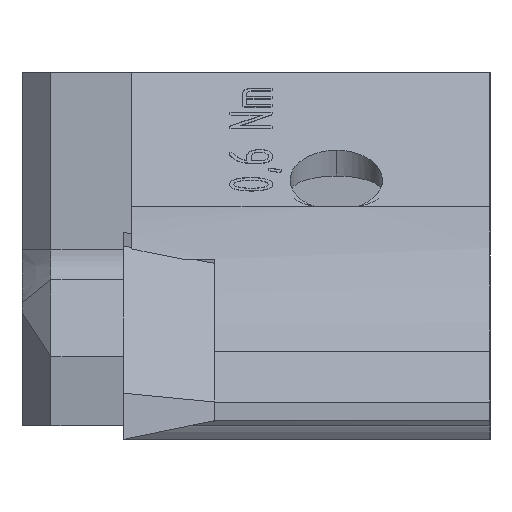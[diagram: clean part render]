
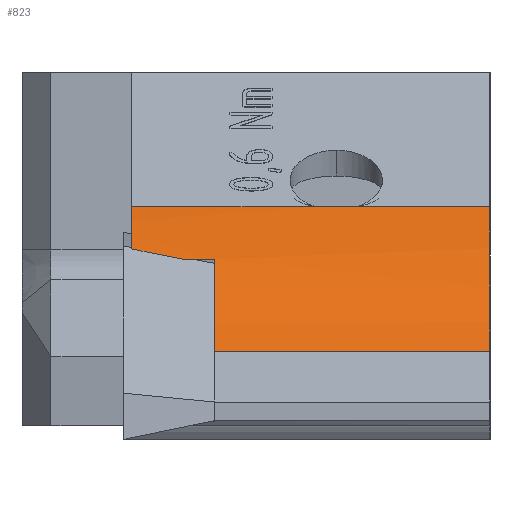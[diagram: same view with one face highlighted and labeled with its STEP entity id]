
A CAD part, left-side view. The second image highlights one B-rep face of the part: STEP entity #823.
In plain terms, the highlighted cylindrical face has radius 8.807 mm (diameter 17.614 mm), a partial arc.
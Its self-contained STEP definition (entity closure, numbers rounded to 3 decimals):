
#93 = VERTEX_POINT ( 'NONE', #3115 ) ;
#97 = EDGE_CURVE ( 'Defeature ausgef�hrt2_22+Defeature ausgef�hrt2_14+Defeature ausgef�hrt2_4+Defeature ausgef�hrt2_21', #93, #5366, #2866, .T. ) ;
#142 = DIRECTION ( 'NONE',  ( 0., -1., 0. ) ) ;
#176 = DIRECTION ( 'NONE',  ( 0., -1., 0. ) ) ;
#291 = CARTESIAN_POINT ( 'NONE',  ( -3.174, -12.7, 9.983 ) ) ;
#389 = CARTESIAN_POINT ( 'NONE',  ( 4.795, -2.099, 6.234 ) ) ;
#484 = CARTESIAN_POINT ( 'NONE',  ( 4.795, 129.624, 6.234 ) ) ;
#505 = DIRECTION ( 'NONE',  ( 0., -1., 0. ) ) ;
#533 = ORIENTED_EDGE ( 'NONE', *, *, #3663, .T. ) ;
#622 = EDGE_CURVE ( 'Defeature ausgef�hrt2_14+Defeature ausgef�hrt2_27+Defeature ausgef�hrt2_22+Defeature ausgef�hrt2_19', #93, #683, #652, .T. ) ;
#652 = LINE ( 'NONE', #669, #5242 ) ;
#661 = EDGE_CURVE ( 'Defeature ausgef�hrt2_7+Defeature ausgef�hrt2_14+Defeature ausgef�hrt2_41+Defeature ausgef�hrt2_28', #1451, #4249, #805, .T. ) ;
#669 = CARTESIAN_POINT ( 'NONE',  ( 2.248, 129.624, 3.043 ) ) ;
#683 = VERTEX_POINT ( 'NONE', #1615 ) ;
#685 = CARTESIAN_POINT ( 'NONE',  ( 5.42, 129.624, 8.06 ) ) ;
#690 = ORIENTED_EDGE ( 'NONE', *, *, #4781, .T. ) ;
#752 = DIRECTION ( 'NONE',  ( 0., 0., 1. ) ) ;
#805 = LINE ( 'NONE', #685, #2860 ) ;
#823 = ADVANCED_FACE ( 'Defeature ausgef�hrt2_14', ( #4285 ), #5306, .F. ) ;
#858 = EDGE_CURVE ( 'Defeature ausgef�hrt2_29+Defeature ausgef�hrt2_14+Defeature ausgef�hrt2_28+Defeature ausgef�hrt2_28', #4249, #4064, #5252, .T. ) ;
#949 = AXIS2_PLACEMENT_3D ( 'NONE', #5364, #5325, #5759 ) ;
#1035 = ORIENTED_EDGE ( 'NONE', *, *, #858, .F. ) ;
#1051 = LINE ( 'NONE', #3423, #3277 ) ;
#1258 = ORIENTED_EDGE ( 'NONE', *, *, #2526, .F. ) ;
#1342 = AXIS2_PLACEMENT_3D ( 'NONE', #291, #3414, #752 ) ;
#1425 =( BOUNDED_CURVE ( )  B_SPLINE_CURVE ( 3, ( #2117, #2149, #3034, #389 ),
 .UNSPECIFIED., .F., .T. ) 
 B_SPLINE_CURVE_WITH_KNOTS ( ( 4, 4 ),
 ( 5.16, 5.204 ),
 .UNSPECIFIED. ) 
 CURVE ( )  GEOMETRIC_REPRESENTATION_ITEM ( )  RATIONAL_B_SPLINE_CURVE ( ( 1., 1., 1., 1. ) ) 
 REPRESENTATION_ITEM ( '' )  );
#1450 = AXIS2_PLACEMENT_3D ( 'NONE', #4178, #1927, #2377 ) ;
#1451 = VERTEX_POINT ( 'NONE', #3595 ) ;
#1523 = DIRECTION ( 'NONE',  ( 0., 1., 0. ) ) ;
#1582 = VERTEX_POINT ( 'NONE', #3384 ) ;
#1615 = CARTESIAN_POINT ( 'NONE',  ( 2.248, -12.7, 3.043 ) ) ;
#1902 = VERTEX_POINT ( 'NONE', #3102 ) ;
#1927 = DIRECTION ( 'NONE',  ( 0., -1., 0. ) ) ;
#2117 = CARTESIAN_POINT ( 'NONE',  ( 4.954, -0.3, 6.593 ) ) ;
#2149 = CARTESIAN_POINT ( 'NONE',  ( 4.904, -0.906, 6.472 ) ) ;
#2179 = DIRECTION ( 'NONE',  ( 0., -1., 0. ) ) ;
#2303 = CARTESIAN_POINT ( 'NONE',  ( 5.42, -8.113, 8.06 ) ) ;
#2377 = DIRECTION ( 'NONE',  ( 0., 0., -1. ) ) ;
#2455 = AXIS2_PLACEMENT_3D ( 'NONE', #4209, #1523, #4659 ) ;
#2526 = EDGE_CURVE ( 'Defeature ausgef�hrt2_7+Defeature ausgef�hrt2_14+Defeature ausgef�hrt2_28+Defeature ausgef�hrt2_19', #4064, #5682, #1051, .T. ) ;
#2582 = CIRCLE ( 'NONE', #2455, 8.807 ) ;
#2631 = LINE ( 'NONE', #484, #4872 ) ;
#2846 = EDGE_LOOP ( 'NONE', ( #533, #5129, #690, #4715, #3831, #3976, #1258, #1035, #5034 ) ) ;
#2860 = VECTOR ( 'NONE', #142, 1000. ) ;
#2866 = CIRCLE ( 'NONE', #1450, 8.807 ) ;
#3034 = CARTESIAN_POINT ( 'NONE',  ( 4.851, -1.506, 6.353 ) ) ;
#3102 = CARTESIAN_POINT ( 'NONE',  ( 4.954, -0.3, 6.593 ) ) ;
#3115 = CARTESIAN_POINT ( 'NONE',  ( 2.248, -3.18, 3.043 ) ) ;
#3277 = VECTOR ( 'NONE', #4392, 1000. ) ;
#3384 = CARTESIAN_POINT ( 'NONE',  ( 4.795, -2.099, 6.234 ) ) ;
#3414 = DIRECTION ( 'NONE',  ( 0., 1., 0. ) ) ;
#3417 = CIRCLE ( 'NONE', #1342, 8.807 ) ;
#3423 = CARTESIAN_POINT ( 'NONE',  ( 5.42, 129.624, 8.06 ) ) ;
#3595 = CARTESIAN_POINT ( 'NONE',  ( 5.42, -0.3, 8.06 ) ) ;
#3663 = EDGE_CURVE ( 'Defeature ausgef�hrt2_14+Defeature ausgef�hrt2_41+Defeature ausgef�hrt2_7+Defeature ausgef�hrt2_8', #1451, #1902, #2582, .T. ) ;
#3690 = CARTESIAN_POINT ( 'NONE',  ( 5.42, -12.7, 8.06 ) ) ;
#3831 = ORIENTED_EDGE ( 'NONE', *, *, #622, .T. ) ;
#3976 = ORIENTED_EDGE ( 'NONE', *, *, #4627, .F. ) ;
#4064 = VERTEX_POINT ( 'NONE', #2303 ) ;
#4086 = VECTOR ( 'NONE', #2179, 1000. ) ;
#4178 = CARTESIAN_POINT ( 'NONE',  ( -3.174, -3.18, 9.983 ) ) ;
#4209 = CARTESIAN_POINT ( 'NONE',  ( -3.174, -0.3, 9.983 ) ) ;
#4249 = VERTEX_POINT ( 'NONE', #4654 ) ;
#4285 = FACE_OUTER_BOUND ( 'NONE', #2846, .T. ) ;
#4392 = DIRECTION ( 'NONE',  ( 0., -1., 0. ) ) ;
#4627 = EDGE_CURVE ( 'Defeature ausgef�hrt2_19+Defeature ausgef�hrt2_14+Defeature ausgef�hrt2_7+Defeature ausgef�hrt2_27', #5682, #683, #3417, .T. ) ;
#4654 = CARTESIAN_POINT ( 'NONE',  ( 5.42, -6.647, 8.06 ) ) ;
#4659 = DIRECTION ( 'NONE',  ( 0., 0., -1. ) ) ;
#4715 = ORIENTED_EDGE ( 'NONE', *, *, #97, .F. ) ;
#4781 = EDGE_CURVE ( 'Defeature ausgef�hrt2_14+Defeature ausgef�hrt2_21+Defeature ausgef�hrt2_8+Defeature ausgef�hrt2_22', #1582, #5366, #2631, .T. ) ;
#4865 = CARTESIAN_POINT ( 'NONE',  ( 5.42, 129.624, 8.06 ) ) ;
#4872 = VECTOR ( 'NONE', #505, 1000. ) ;
#5034 = ORIENTED_EDGE ( 'NONE', *, *, #661, .F. ) ;
#5129 = ORIENTED_EDGE ( 'NONE', *, *, #5528, .T. ) ;
#5242 = VECTOR ( 'NONE', #176, 1000. ) ;
#5252 = LINE ( 'NONE', #4865, #4086 ) ;
#5306 = CYLINDRICAL_SURFACE ( 'NONE', #949, 8.807 ) ;
#5325 = DIRECTION ( 'NONE',  ( 0., -1., 0. ) ) ;
#5364 = CARTESIAN_POINT ( 'NONE',  ( -3.174, 129.624, 9.983 ) ) ;
#5366 = VERTEX_POINT ( 'NONE', #5740 ) ;
#5528 = EDGE_CURVE ( 'Defeature ausgef�hrt2_14+Defeature ausgef�hrt2_8+Defeature ausgef�hrt2_41+Defeature ausgef�hrt2_21', #1902, #1582, #1425, .T. ) ;
#5682 = VERTEX_POINT ( 'NONE', #3690 ) ;
#5740 = CARTESIAN_POINT ( 'NONE',  ( 4.795, -3.18, 6.234 ) ) ;
#5759 = DIRECTION ( 'NONE',  ( 0., 0., 1. ) ) ;
